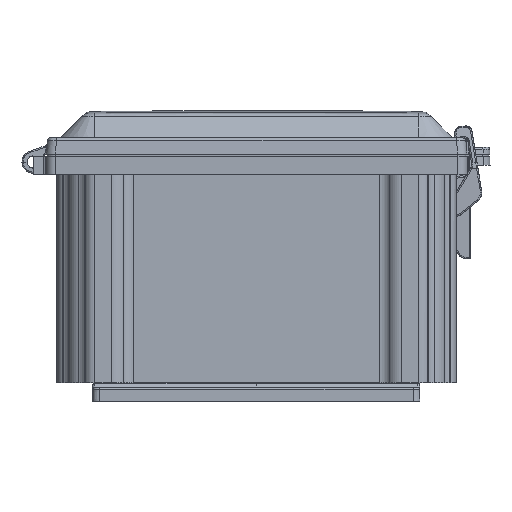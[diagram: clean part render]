
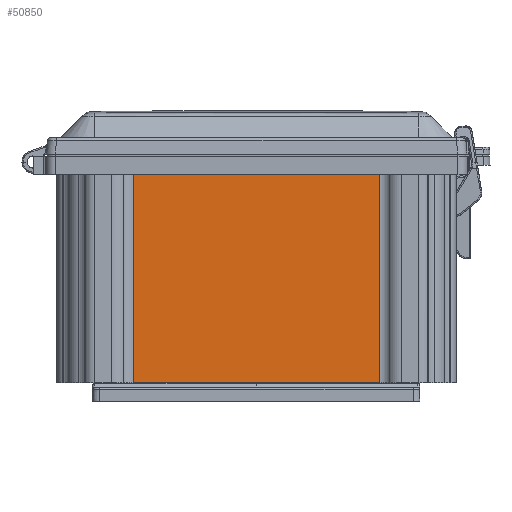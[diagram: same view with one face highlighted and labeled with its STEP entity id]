
A CAD part, front view. The second image highlights one B-rep face of the part: STEP entity #50850.
In plain terms, the highlighted planar face has unit normal (0, -1, 0).
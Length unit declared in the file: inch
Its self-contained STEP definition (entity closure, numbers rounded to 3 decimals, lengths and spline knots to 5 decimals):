
#8239 = DIRECTION ( 'NONE',  ( 0., -1., 0. ) ) ;
#13673 = AXIS2_PLACEMENT_3D ( 'NONE', #20007, #8239, #67808 ) ;
#13859 = DIRECTION ( 'NONE',  ( 1., 0., 0. ) ) ;
#15016 = CARTESIAN_POINT ( 'NONE',  ( -3.33965, -6.1149, -20.41529 ) ) ;
#15508 = CARTESIAN_POINT ( 'NONE',  ( 3.33965, -6.1149, -3.65394 ) ) ;
#15832 = EDGE_CURVE ( 'NONE', #47376, #41028, #37391, .T. ) ;
#20007 = CARTESIAN_POINT ( 'NONE',  ( -3.33965, -6.1149, -20.41529 ) ) ;
#22929 = DIRECTION ( 'NONE',  ( 1., 0., 0. ) ) ;
#28542 = DIRECTION ( 'NONE',  ( 0., 0., 1. ) ) ;
#28748 = ORIENTED_EDGE ( 'NONE', *, *, #15832, .F. ) ;
#33804 = DIRECTION ( 'NONE',  ( 0., 0., 1. ) ) ;
#33986 = CARTESIAN_POINT ( 'NONE',  ( -3.33965, -6.1149, -3.65394 ) ) ;
#37280 = FACE_OUTER_BOUND ( 'NONE', #55688, .T. ) ;
#37357 = VECTOR ( 'NONE', #13859, 39.37008 ) ;
#37391 = LINE ( 'NONE', #67539, #37357 ) ;
#41028 = VERTEX_POINT ( 'NONE', #59952 ) ;
#44608 = CARTESIAN_POINT ( 'NONE',  ( -3.33965, -6.1149, 1.98606 ) ) ;
#45907 = LINE ( 'NONE', #15016, #52026 ) ;
#47192 = LINE ( 'NONE', #64846, #60609 ) ;
#47376 = VERTEX_POINT ( 'NONE', #44608 ) ;
#49999 = EDGE_CURVE ( 'NONE', #69862, #75521, #47192, .T. ) ;
#50850 = ADVANCED_FACE ( 'NONE', ( #37280 ), #73689, .T. ) ;
#51890 = ORIENTED_EDGE ( 'NONE', *, *, #49999, .T. ) ;
#52026 = VECTOR ( 'NONE', #33804, 39.37008 ) ;
#54052 = ORIENTED_EDGE ( 'NONE', *, *, #58571, .T. ) ;
#55688 = EDGE_LOOP ( 'NONE', ( #54052, #28748, #67255, #51890 ) ) ;
#58571 = EDGE_CURVE ( 'NONE', #75521, #41028, #59454, .T. ) ;
#58681 = CARTESIAN_POINT ( 'NONE',  ( 3.33965, -6.1149, -20.41529 ) ) ;
#59454 = LINE ( 'NONE', #58681, #76742 ) ;
#59952 = CARTESIAN_POINT ( 'NONE',  ( 3.33965, -6.1149, 1.98606 ) ) ;
#60609 = VECTOR ( 'NONE', #22929, 39.37008 ) ;
#64846 = CARTESIAN_POINT ( 'NONE',  ( -3.33965, -6.1149, -3.65394 ) ) ;
#67255 = ORIENTED_EDGE ( 'NONE', *, *, #68200, .F. ) ;
#67539 = CARTESIAN_POINT ( 'NONE',  ( -3.33965, -6.1149, 1.98606 ) ) ;
#67808 = DIRECTION ( 'NONE',  ( 1., 0., 0. ) ) ;
#68200 = EDGE_CURVE ( 'NONE', #69862, #47376, #45907, .T. ) ;
#69862 = VERTEX_POINT ( 'NONE', #33986 ) ;
#73689 = PLANE ( 'NONE',  #13673 ) ;
#75521 = VERTEX_POINT ( 'NONE', #15508 ) ;
#76742 = VECTOR ( 'NONE', #28542, 39.37008 ) ;
